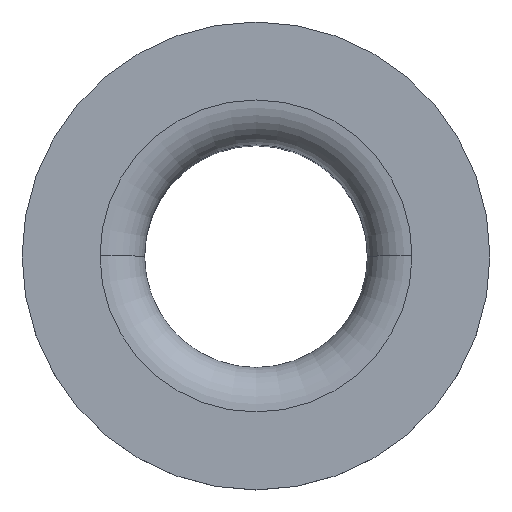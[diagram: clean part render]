
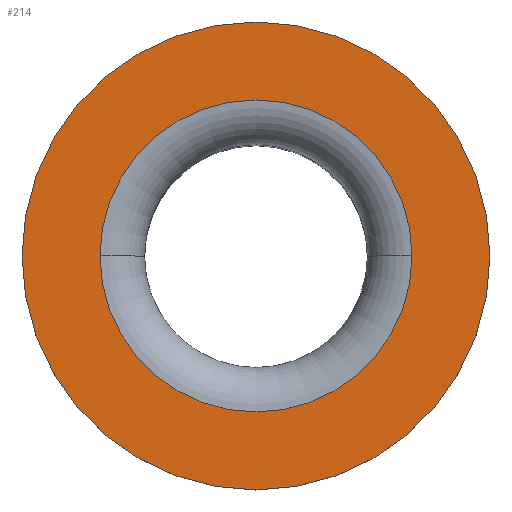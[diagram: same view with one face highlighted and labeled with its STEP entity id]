
A CAD part, top view. The second image highlights one B-rep face of the part: STEP entity #214.
In plain terms, the highlighted planar face has unit normal (0, 0, 1).
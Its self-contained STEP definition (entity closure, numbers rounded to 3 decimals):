
#1 = VERTEX_POINT ( 'NONE', #252 ) ;
#3 = DIRECTION ( 'NONE',  ( 0., 0., 1. ) ) ;
#23 = CARTESIAN_POINT ( 'NONE',  ( 1.4, 0., 0.3 ) ) ;
#25 = ORIENTED_EDGE ( 'NONE', *, *, #334, .F. ) ;
#31 = CARTESIAN_POINT ( 'NONE',  ( -2.1, 0., 0.3 ) ) ;
#32 = DIRECTION ( 'NONE',  ( 0., 0., 1. ) ) ;
#55 = FACE_OUTER_BOUND ( 'NONE', #108, .T. ) ;
#66 = CARTESIAN_POINT ( 'NONE',  ( 0., 0., 0.3 ) ) ;
#86 = AXIS2_PLACEMENT_3D ( 'NONE', #277, #32, #98 ) ;
#98 = DIRECTION ( 'NONE',  ( 1., 0., 0. ) ) ;
#108 = EDGE_LOOP ( 'NONE', ( #298, #170 ) ) ;
#118 = DIRECTION ( 'NONE',  ( 0., 0., -1. ) ) ;
#122 = CIRCLE ( 'NONE', #86, 1.4 ) ;
#123 = AXIS2_PLACEMENT_3D ( 'NONE', #347, #229, #254 ) ;
#125 = VERTEX_POINT ( 'NONE', #348 ) ;
#130 = DIRECTION ( 'NONE',  ( 0., 0., 1. ) ) ;
#141 = FACE_BOUND ( 'NONE', #376, .T. ) ;
#154 = EDGE_CURVE ( 'NONE', #193, #1, #361, .T. ) ;
#155 = AXIS2_PLACEMENT_3D ( 'NONE', #245, #3, #212 ) ;
#170 = ORIENTED_EDGE ( 'NONE', *, *, #154, .T. ) ;
#192 = AXIS2_PLACEMENT_3D ( 'NONE', #66, #130, #272 ) ;
#193 = VERTEX_POINT ( 'NONE', #31 ) ;
#198 = EDGE_CURVE ( 'NONE', #331, #125, #122, .T. ) ;
#212 = DIRECTION ( 'NONE',  ( 1., 0., 0. ) ) ;
#214 = ADVANCED_FACE ( 'NONE', ( #141, #55 ), #264, .F. ) ;
#229 = DIRECTION ( 'NONE',  ( 0., 0., 1. ) ) ;
#245 = CARTESIAN_POINT ( 'NONE',  ( 0., 0., 0.3 ) ) ;
#252 = CARTESIAN_POINT ( 'NONE',  ( 2.1, 0., 0.3 ) ) ;
#254 = DIRECTION ( 'NONE',  ( 1., 0., 0. ) ) ;
#264 = PLANE ( 'NONE',  #339 ) ;
#272 = DIRECTION ( 'NONE',  ( 1., 0., 0. ) ) ;
#277 = CARTESIAN_POINT ( 'NONE',  ( 0., 0., 0.3 ) ) ;
#280 = CIRCLE ( 'NONE', #192, 2.1 ) ;
#293 = CARTESIAN_POINT ( 'NONE',  ( 0., 2.1, 0.3 ) ) ;
#294 = DIRECTION ( 'NONE',  ( -1., 0., 0. ) ) ;
#298 = ORIENTED_EDGE ( 'NONE', *, *, #393, .T. ) ;
#310 = ORIENTED_EDGE ( 'NONE', *, *, #198, .F. ) ;
#331 = VERTEX_POINT ( 'NONE', #23 ) ;
#334 = EDGE_CURVE ( 'NONE', #125, #331, #374, .T. ) ;
#339 = AXIS2_PLACEMENT_3D ( 'NONE', #293, #118, #294 ) ;
#347 = CARTESIAN_POINT ( 'NONE',  ( 0., 0., 0.3 ) ) ;
#348 = CARTESIAN_POINT ( 'NONE',  ( -1.4, 0., 0.3 ) ) ;
#361 = CIRCLE ( 'NONE', #155, 2.1 ) ;
#374 = CIRCLE ( 'NONE', #123, 1.4 ) ;
#376 = EDGE_LOOP ( 'NONE', ( #310, #25 ) ) ;
#393 = EDGE_CURVE ( 'NONE', #1, #193, #280, .T. ) ;
